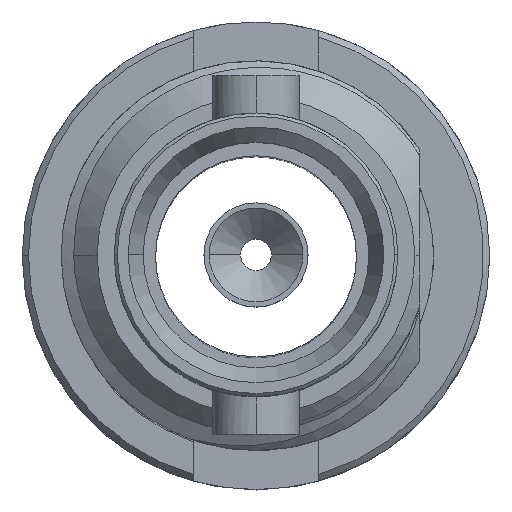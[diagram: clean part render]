
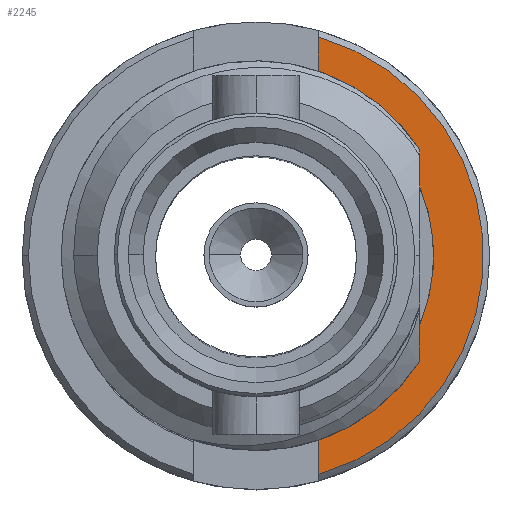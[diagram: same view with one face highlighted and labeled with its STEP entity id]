
A CAD part, top view. The second image highlights one B-rep face of the part: STEP entity #2245.
In plain terms, the highlighted planar face has unit normal (0, 0, 1).
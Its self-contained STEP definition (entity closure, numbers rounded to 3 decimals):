
#13 = EDGE_CURVE ( 'NONE', #3159, #6225, #4847, .T. ) ;
#101 = CARTESIAN_POINT ( 'NONE',  ( 0., 0., 9.769 ) ) ;
#159 = CARTESIAN_POINT ( 'NONE',  ( 1., 2.669, 9.769 ) ) ;
#202 = EDGE_CURVE ( 'NONE', #1168, #6225, #2494, .T. ) ;
#219 = AXIS2_PLACEMENT_3D ( 'NONE', #1604, #3949, #6216 ) ;
#246 = CARTESIAN_POINT ( 'NONE',  ( 1., -2.79, 9.769 ) ) ;
#298 = DIRECTION ( 'NONE',  ( 1., 0., 0. ) ) ;
#560 = ORIENTED_EDGE ( 'NONE', *, *, #5631, .T. ) ;
#673 = PLANE ( 'NONE',  #6456 ) ;
#783 = DIRECTION ( 'NONE',  ( 0., 0., 1. ) ) ;
#853 = CARTESIAN_POINT ( 'NONE',  ( 2.068, -2.044, 9.769 ) ) ;
#1033 = LINE ( 'NONE', #6671, #2652 ) ;
#1168 = VERTEX_POINT ( 'NONE', #4662 ) ;
#1317 = EDGE_LOOP ( 'NONE', ( #3030, #5527, #5430, #2064, #560 ) ) ;
#1604 = CARTESIAN_POINT ( 'NONE',  ( 0., 0., 9.769 ) ) ;
#1613 = CARTESIAN_POINT ( 'NONE',  ( 1., -2.79, 9.769 ) ) ;
#1718 = B_SPLINE_CURVE_WITH_KNOTS ( 'NONE', 3,
 ( #2425, #4659, #853, #4700, #1870, #246 ),
 .UNSPECIFIED., .F., .F.,
 ( 4, 2, 4 ),
 ( 0.001, 0.002, 0.003 ),
 .UNSPECIFIED. ) ;
#1870 = CARTESIAN_POINT ( 'NONE',  ( 1.305, -2.663, 9.769 ) ) ;
#2025 = VECTOR ( 'NONE', #2054, 1000. ) ;
#2054 = DIRECTION ( 'NONE',  ( 0., 1., 0. ) ) ;
#2064 = ORIENTED_EDGE ( 'NONE', *, *, #7218, .F. ) ;
#2245 = ADVANCED_FACE ( 'NONE', ( #2360 ), #673, .T. ) ;
#2360 = FACE_OUTER_BOUND ( 'NONE', #1317, .T. ) ;
#2425 = CARTESIAN_POINT ( 'NONE',  ( 2.428, -1.493, 9.769 ) ) ;
#2494 = CIRCLE ( 'NONE', #219, 3.65 ) ;
#2643 = DIRECTION ( 'NONE',  ( 0., 1., 0. ) ) ;
#2652 = VECTOR ( 'NONE', #2643, 1000. ) ;
#3030 = ORIENTED_EDGE ( 'NONE', *, *, #5817, .F. ) ;
#3127 = CARTESIAN_POINT ( 'NONE',  ( 1., 3.51, 9.769 ) ) ;
#3159 = VERTEX_POINT ( 'NONE', #159 ) ;
#3826 = CARTESIAN_POINT ( 'NONE',  ( 2.428, -1.493, 9.769 ) ) ;
#3949 = DIRECTION ( 'NONE',  ( 0., 0., 1. ) ) ;
#4257 = CARTESIAN_POINT ( 'NONE',  ( 1., 0., 9.769 ) ) ;
#4340 = CIRCLE ( 'NONE', #5871, 2.85 ) ;
#4646 = DIRECTION ( 'NONE',  ( 0., 0., 1. ) ) ;
#4659 = CARTESIAN_POINT ( 'NONE',  ( 2.274, -1.78, 9.769 ) ) ;
#4662 = CARTESIAN_POINT ( 'NONE',  ( 1., -3.51, 9.769 ) ) ;
#4700 = CARTESIAN_POINT ( 'NONE',  ( 1.586, -2.483, 9.769 ) ) ;
#4847 = LINE ( 'NONE', #4257, #2025 ) ;
#5238 = VERTEX_POINT ( 'NONE', #1613 ) ;
#5430 = ORIENTED_EDGE ( 'NONE', *, *, #13, .F. ) ;
#5527 = ORIENTED_EDGE ( 'NONE', *, *, #202, .T. ) ;
#5631 = EDGE_CURVE ( 'NONE', #6470, #5238, #1718, .T. ) ;
#5817 = EDGE_CURVE ( 'NONE', #1168, #5238, #1033, .T. ) ;
#5830 = CARTESIAN_POINT ( 'NONE',  ( 0., 0., 9.769 ) ) ;
#5871 = AXIS2_PLACEMENT_3D ( 'NONE', #5830, #4646, #298 ) ;
#6216 = DIRECTION ( 'NONE',  ( 1., 0., 0. ) ) ;
#6225 = VERTEX_POINT ( 'NONE', #3127 ) ;
#6456 = AXIS2_PLACEMENT_3D ( 'NONE', #101, #783, #6602 ) ;
#6470 = VERTEX_POINT ( 'NONE', #3826 ) ;
#6602 = DIRECTION ( 'NONE',  ( 1., 0., 0. ) ) ;
#6671 = CARTESIAN_POINT ( 'NONE',  ( 1., 0., 9.769 ) ) ;
#7218 = EDGE_CURVE ( 'NONE', #6470, #3159, #4340, .T. ) ;
